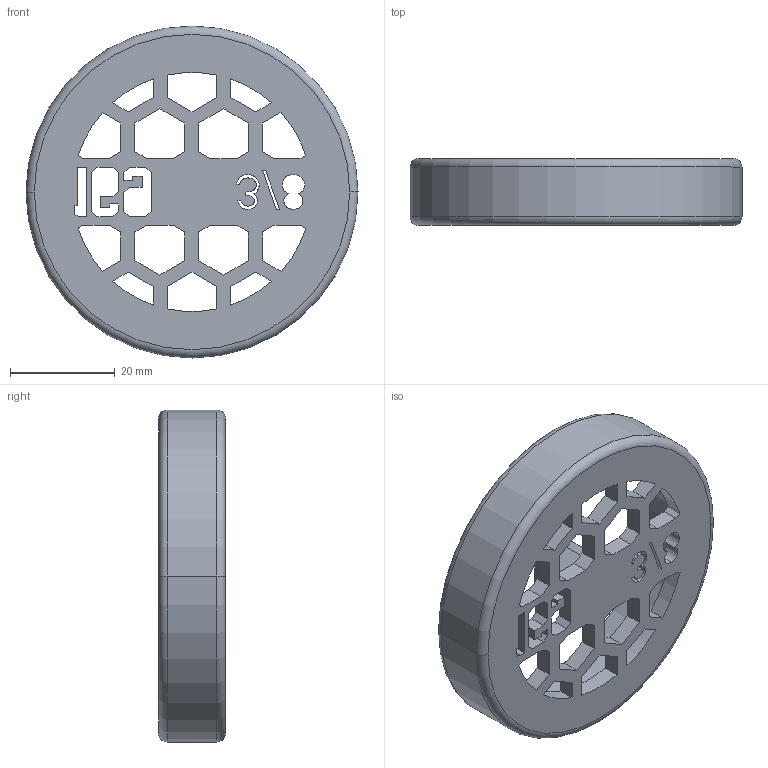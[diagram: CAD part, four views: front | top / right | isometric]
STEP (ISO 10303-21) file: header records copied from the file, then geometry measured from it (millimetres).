
FILE_DESCRIPTION (( 'STEP AP214' ), '1' );
FILE_NAME ('2in_0.375.STEP', '2021-05-03T00:20:25', ( '' ), ( '' ), 'SwSTEP 2.0', 'SolidWorks 2019', '' );
FILE_SCHEMA (( 'AUTOMOTIVE_DESIGN' ));
Length unit declared in the file: inch
Products named in the file (1): 2in_0.375
Bounding box: 63.5 x 12.7 x 63.5 mm (x, y, z)
Volume: 18734.8 mm3; surface area: 10451.4 mm2
Topology: 1 solids, 1 shells, 163 faces, 473 edges, 314 vertices
Faces by surface type: plane 122, bspline 23, cylinder 14, torus 4
Entity records: 6529 total; most frequent: CARTESIAN_POINT 2230, ORIENTED_EDGE 946, DIRECTION 745, EDGE_CURVE 473, VECTOR 391, LINE 391, VERTEX_POINT 314, EDGE_LOOP 205
